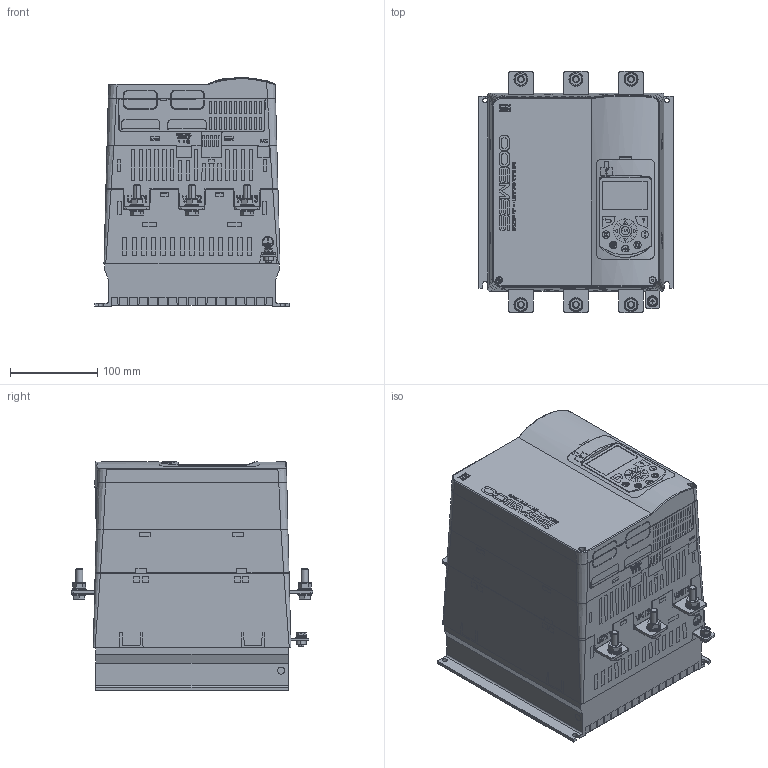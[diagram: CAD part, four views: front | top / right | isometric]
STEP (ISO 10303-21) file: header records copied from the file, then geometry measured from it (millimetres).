
FILE_DESCRIPTION (( 'STEP AP214' ), '1' );
FILE_NAME ('SSW900C0200T5E2B.STEP', '2024-09-11T13:55:22', ( '' ), ( '' ), 'SwSTEP 2.0', 'SolidWorks 2021', '' );
FILE_SCHEMA (( 'AUTOMOTIVE_DESIGN' ));
Length unit declared in the file: inch
Products named in the file (1): SSW900C0200T5E2B
Bounding box: 223 x 276 x 261.51 mm (x, y, z)
Volume: 1714652.1 mm3; surface area: 657581.5 mm2
Topology: 11 solids, 23 shells, 4292 faces, 11549 edges, 7569 vertices
Faces by surface type: plane 2981, bspline 583, cylinder 513, cone 215
Entity records: 167446 total; most frequent: CARTESIAN_POINT 64273, ORIENTED_EDGE 23066, DIRECTION 18371, EDGE_CURVE 11533, LINE 8461, VECTOR 8461, VERTEX_POINT 7569, AXIS2_PLACEMENT_3D 4955
